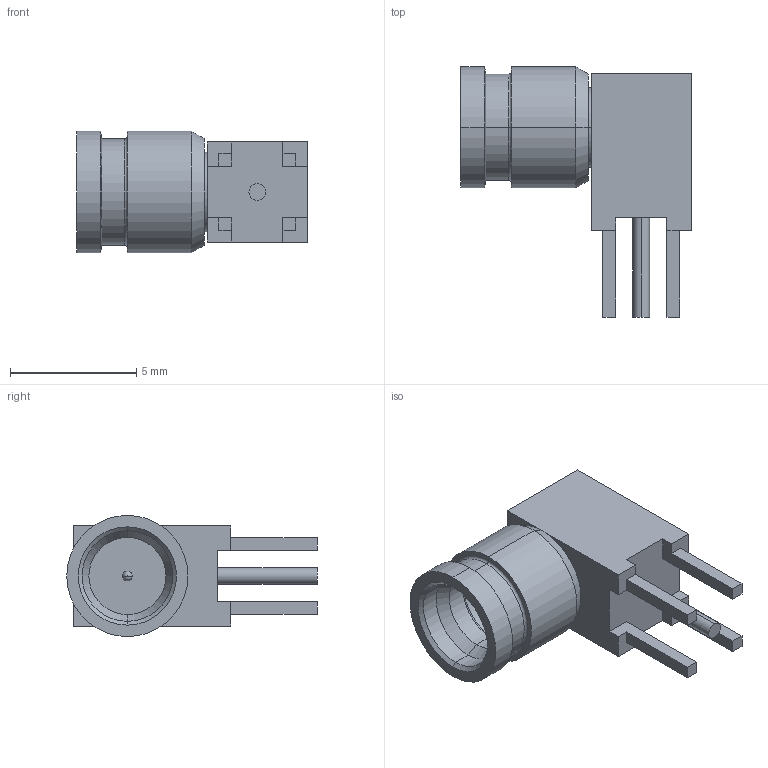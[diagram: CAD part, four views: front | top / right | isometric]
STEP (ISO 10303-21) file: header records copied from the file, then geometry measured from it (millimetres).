
FILE_DESCRIPTION (( 'STEP AP203' ), '1' );
FILE_NAME ('R222.L00.120A.STEP', '2014-02-05T08:21:42', ( 'adminradiall' ), ( 'Microsoft' ), 'SwSTEP 2.0', 'SolidWorks 2011', '' );
FILE_SCHEMA (( 'CONFIG_CONTROL_DESIGN' ));
Length unit declared in the file: millimetre
Products named in the file (1): R222.L00.120A
Bounding box: 9.13 x 9.92 x 4.8 mm (x, y, z)
Volume: 159.7 mm3; surface area: 293.7 mm2
Topology: 1 solids, 1 shells, 68 faces, 160 edges, 100 vertices
Faces by surface type: plane 36, cylinder 18, cone 10, torus 4
Entity records: 2009 total; most frequent: DIRECTION 346, CARTESIAN_POINT 329, ORIENTED_EDGE 320, EDGE_CURVE 160, AXIS2_PLACEMENT_3D 117, LINE 112, VECTOR 112, VERTEX_POINT 100
